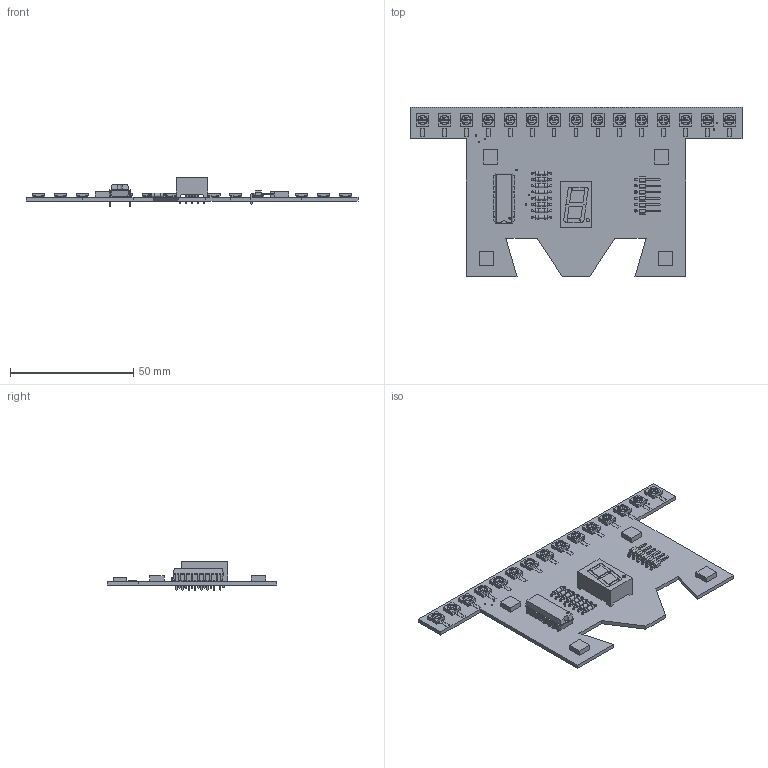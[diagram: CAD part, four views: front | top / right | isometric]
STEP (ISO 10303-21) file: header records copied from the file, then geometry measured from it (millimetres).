
FILE_DESCRIPTION(/* description */ (''),/* implementation_level */ '2;1');
FILE_NAME(/* name */ 'b88dd748-939f-4736-8aa7-f7055bbf6621.stp',/* time_stamp */ '2021-01-05T05:55:59+00:00',/* author */ (''),/* organization */ (''),/* preprocessor_version */ 'ST-DEVELOPER v18.1',/* originating_system */ 'Autodesk Translation Framework v9.7.1.1290',/* authorisation */ '');
FILE_SCHEMA (('AUTOMOTIVE_DESIGN { 1 0 10303 214 3 1 1 }'));
Length unit declared in the file: millimetre
Products named in the file (10): b88dd748-939f-4736-8aa7-f7055bbf6621; PCB Component; Board; 1000uF; WS2812B; HD-H103; 74HC595N; 0204/7; 1X06/90; MOUNT-PAD-ROUND3.6
Assembly tree (47 placements, depth 3):
  b88dd748-939f-4736-8aa7-f7055bbf6621
    PCB Component
      Board
      1000uF  x15
      WS2812B  x15
      HD-H103
      74HC595N
      0204/7  x8
      1X06/90
      MOUNT-PAD-ROUND3.6  x4
Bounding box: 134.62 x 68.58 x 11.78 mm (x, y, z)
Volume: 13023.1 mm3; surface area: 17791.1 mm2
Topology: 46 solids, 46 shells, 1707 faces, 4690 edges, 3148 vertices
Faces by surface type: plane 1286, cylinder 342, torus 64, cone 15
Full cylindrical faces by diameter (mm): 0.5 x32, 0.55 x10, 0.6 x10, 0.762 x1, 0.813 x42, 1.016 x6, 1.146 x15, 1.35 x1, 1.52 x8, 1.6 x16, 3.6 x4
Entity records: 21166 total; most frequent: CARTESIAN_POINT 3560, ORIENTED_EDGE 3456, DIRECTION 3437, EDGE_CURVE 1728, LINE 1453, VECTOR 1453, VERTEX_POINT 1115, AXIS2_PLACEMENT_3D 992
